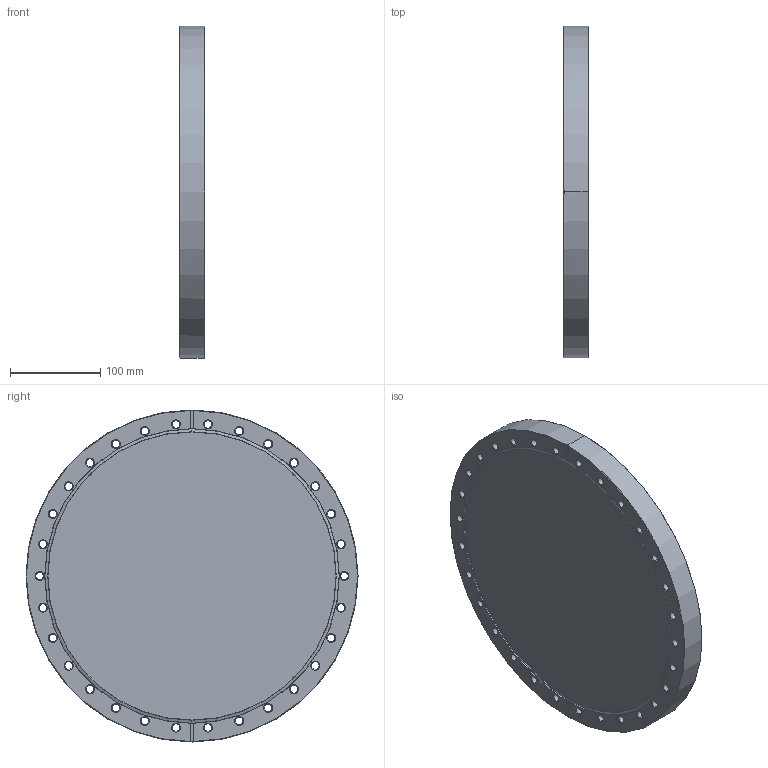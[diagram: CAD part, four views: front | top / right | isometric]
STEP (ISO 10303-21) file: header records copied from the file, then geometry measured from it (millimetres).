
FILE_DESCRIPTION (( 'STEP AP214' ), '1' );
FILE_NAME ('Hositrad_CF300-BRT.STEP', '2017-04-28T12:50:15', ( 'Gebruiker' ), ( '' ), 'SwSTEP 2.0', 'SolidWorks 2017', '' );
FILE_SCHEMA (( 'AUTOMOTIVE_DESIGN' ));
Length unit declared in the file: millimetre
Products named in the file (3): CF300-RT-outerring-ISO3669_NW300-R outerring; CF300-R-innerring-ISO3669; Hositrad_CF300-BRT
Assembly tree (2 placements, depth 2):
  Hositrad_CF300-BRT
    CF300-R-innerring-ISO3669
    CF300-RT-outerring-ISO3669_NW300-R outerring
Bounding box: 28 x 368.3 x 368.3 mm (x, y, z)
Volume: 2172639.8 mm3; surface area: 316174.6 mm2
Topology: 2 solids, 2 shells, 216 faces, 504 edges, 292 vertices
Faces by surface type: cone 136, cylinder 68, plane 12
Entity records: 7056 total; most frequent: DIRECTION 1218, CARTESIAN_POINT 1041, ORIENTED_EDGE 1008, EDGE_CURVE 504, AXIS2_PLACEMENT_3D 501, VERTEX_POINT 292, CIRCLE 280, EDGE_LOOP 278
